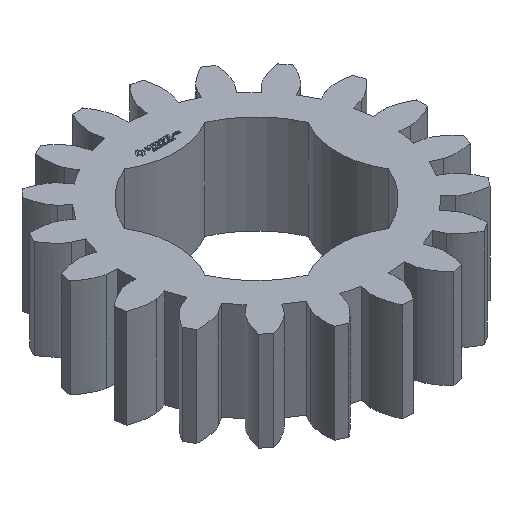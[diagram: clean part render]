
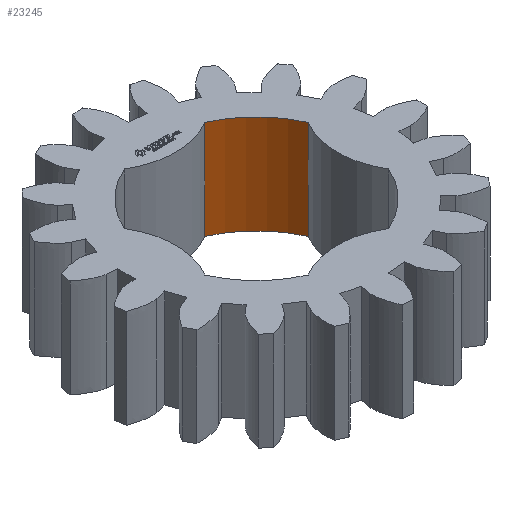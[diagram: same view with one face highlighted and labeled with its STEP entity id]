
A CAD part, isometric view. The second image highlights one B-rep face of the part: STEP entity #23245.
In plain terms, the highlighted cylindrical face has radius 6.35 mm (diameter 12.7 mm), a partial arc.
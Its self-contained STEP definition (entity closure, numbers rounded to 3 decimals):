
#93 = PLANE('',#94);
#94 = AXIS2_PLACEMENT_3D('',#95,#96,#97);
#95 = CARTESIAN_POINT('',(0.,0.,6.25));
#96 = DIRECTION('',(0.,0.,1.));
#97 = DIRECTION('',(1.,0.,0.));
#168 = PLANE('',#169);
#169 = AXIS2_PLACEMENT_3D('',#170,#171,#172);
#170 = CARTESIAN_POINT('',(0.,0.,0.));
#171 = DIRECTION('',(0.,0.,1.));
#172 = DIRECTION('',(1.,0.,0.));
#5672 = VERTEX_POINT('',#5673);
#5673 = CARTESIAN_POINT('',(2.55,5.816,0.));
#5688 = CYLINDRICAL_SURFACE('',#5689,4.9);
#5689 = AXIS2_PLACEMENT_3D('',#5690,#5691,#5692);
#5690 = CARTESIAN_POINT('',(0.,10.,0.));
#5691 = DIRECTION('',(0.,-0.,-1.));
#5692 = DIRECTION('',(0.707,0.707,0.));
#5700 = EDGE_CURVE('',#5701,#5672,#5703,.T.);
#5701 = VERTEX_POINT('',#5702);
#5702 = CARTESIAN_POINT('',(5.816,2.55,0.));
#5703 = SURFACE_CURVE('',#5704,(#5709,#5716),.PCURVE_S1.);
#5704 = CIRCLE('',#5705,6.35);
#5705 = AXIS2_PLACEMENT_3D('',#5706,#5707,#5708);
#5706 = CARTESIAN_POINT('',(0.,0.,0.));
#5707 = DIRECTION('',(0.,-0.,1.));
#5708 = DIRECTION('',(0.707,0.707,0.));
#5709 = PCURVE('',#168,#5710);
#5710 = DEFINITIONAL_REPRESENTATION('',(#5711),#5715);
#5711 = CIRCLE('',#5712,6.35);
#5712 = AXIS2_PLACEMENT_2D('',#5713,#5714);
#5713 = CARTESIAN_POINT('',(0.,0.));
#5714 = DIRECTION('',(0.707,0.707));
#5715 = ( GEOMETRIC_REPRESENTATION_CONTEXT(2) 
PARAMETRIC_REPRESENTATION_CONTEXT() REPRESENTATION_CONTEXT('2D SPACE',''
  ) );
#5716 = PCURVE('',#5717,#5722);
#5717 = CYLINDRICAL_SURFACE('',#5718,6.35);
#5718 = AXIS2_PLACEMENT_3D('',#5719,#5720,#5721);
#5719 = CARTESIAN_POINT('',(0.,0.,0.));
#5720 = DIRECTION('',(0.,-0.,-1.));
#5721 = DIRECTION('',(0.707,0.707,0.));
#5722 = DEFINITIONAL_REPRESENTATION('',(#5723),#5727);
#5723 = LINE('',#5724,#5725);
#5724 = CARTESIAN_POINT('',(-0.,0.));
#5725 = VECTOR('',#5726,1.);
#5726 = DIRECTION('',(-1.,0.));
#5727 = ( GEOMETRIC_REPRESENTATION_CONTEXT(2) 
PARAMETRIC_REPRESENTATION_CONTEXT() REPRESENTATION_CONTEXT('2D SPACE',''
  ) );
#5746 = CYLINDRICAL_SURFACE('',#5747,4.9);
#5747 = AXIS2_PLACEMENT_3D('',#5748,#5749,#5750);
#5748 = CARTESIAN_POINT('',(10.,0.,0.));
#5749 = DIRECTION('',(0.,-0.,-1.));
#5750 = DIRECTION('',(0.707,0.707,0.));
#9682 = VERTEX_POINT('',#9683);
#9683 = CARTESIAN_POINT('',(2.55,5.816,6.25));
#9705 = EDGE_CURVE('',#9706,#9682,#9708,.T.);
#9706 = VERTEX_POINT('',#9707);
#9707 = CARTESIAN_POINT('',(5.816,2.55,6.25));
#9708 = SURFACE_CURVE('',#9709,(#9714,#9721),.PCURVE_S1.);
#9709 = CIRCLE('',#9710,6.35);
#9710 = AXIS2_PLACEMENT_3D('',#9711,#9712,#9713);
#9711 = CARTESIAN_POINT('',(0.,0.,6.25)
  );
#9712 = DIRECTION('',(0.,-0.,1.));
#9713 = DIRECTION('',(0.707,0.707,0.));
#9714 = PCURVE('',#93,#9715);
#9715 = DEFINITIONAL_REPRESENTATION('',(#9716),#9720);
#9716 = CIRCLE('',#9717,6.35);
#9717 = AXIS2_PLACEMENT_2D('',#9718,#9719);
#9718 = CARTESIAN_POINT('',(0.,0.));
#9719 = DIRECTION('',(0.707,0.707));
#9720 = ( GEOMETRIC_REPRESENTATION_CONTEXT(2) 
PARAMETRIC_REPRESENTATION_CONTEXT() REPRESENTATION_CONTEXT('2D SPACE',''
  ) );
#9721 = PCURVE('',#5717,#9722);
#9722 = DEFINITIONAL_REPRESENTATION('',(#9723),#9727);
#9723 = LINE('',#9724,#9725);
#9724 = CARTESIAN_POINT('',(-0.,-6.25));
#9725 = VECTOR('',#9726,1.);
#9726 = DIRECTION('',(-1.,0.));
#9727 = ( GEOMETRIC_REPRESENTATION_CONTEXT(2) 
PARAMETRIC_REPRESENTATION_CONTEXT() REPRESENTATION_CONTEXT('2D SPACE',''
  ) );
#23222 = EDGE_CURVE('',#5701,#9706,#23223,.T.);
#23223 = SURFACE_CURVE('',#23224,(#23228,#23235),.PCURVE_S1.);
#23224 = LINE('',#23225,#23226);
#23225 = CARTESIAN_POINT('',(5.816,2.55,0.));
#23226 = VECTOR('',#23227,1.);
#23227 = DIRECTION('',(0.,0.,1.));
#23228 = PCURVE('',#5746,#23229);
#23229 = DEFINITIONAL_REPRESENTATION('',(#23230),#23234);
#23230 = LINE('',#23231,#23232);
#23231 = CARTESIAN_POINT('',(-1.809,0.));
#23232 = VECTOR('',#23233,1.);
#23233 = DIRECTION('',(-0.,-1.));
#23234 = ( GEOMETRIC_REPRESENTATION_CONTEXT(2) 
PARAMETRIC_REPRESENTATION_CONTEXT() REPRESENTATION_CONTEXT('2D SPACE',''
  ) );
#23235 = PCURVE('',#5717,#23236);
#23236 = DEFINITIONAL_REPRESENTATION('',(#23237),#23241);
#23237 = LINE('',#23238,#23239);
#23238 = CARTESIAN_POINT('',(-5.911,0.));
#23239 = VECTOR('',#23240,1.);
#23240 = DIRECTION('',(-0.,-1.));
#23241 = ( GEOMETRIC_REPRESENTATION_CONTEXT(2) 
PARAMETRIC_REPRESENTATION_CONTEXT() REPRESENTATION_CONTEXT('2D SPACE',''
  ) );
#23245 = ADVANCED_FACE('',(#23246),#5717,.F.);
#23246 = FACE_BOUND('',#23247,.T.);
#23247 = EDGE_LOOP('',(#23248,#23249,#23250,#23271));
#23248 = ORIENTED_EDGE('',*,*,#23222,.T.);
#23249 = ORIENTED_EDGE('',*,*,#9705,.T.);
#23250 = ORIENTED_EDGE('',*,*,#23251,.F.);
#23251 = EDGE_CURVE('',#5672,#9682,#23252,.T.);
#23252 = SURFACE_CURVE('',#23253,(#23257,#23264),.PCURVE_S1.);
#23253 = LINE('',#23254,#23255);
#23254 = CARTESIAN_POINT('',(2.55,5.816,0.));
#23255 = VECTOR('',#23256,1.);
#23256 = DIRECTION('',(0.,0.,1.));
#23257 = PCURVE('',#5717,#23258);
#23258 = DEFINITIONAL_REPRESENTATION('',(#23259),#23263);
#23259 = LINE('',#23260,#23261);
#23260 = CARTESIAN_POINT('',(-6.655,0.));
#23261 = VECTOR('',#23262,1.);
#23262 = DIRECTION('',(-0.,-1.));
#23263 = ( GEOMETRIC_REPRESENTATION_CONTEXT(2) 
PARAMETRIC_REPRESENTATION_CONTEXT() REPRESENTATION_CONTEXT('2D SPACE',''
  ) );
#23264 = PCURVE('',#5688,#23265);
#23265 = DEFINITIONAL_REPRESENTATION('',(#23266),#23270);
#23266 = LINE('',#23267,#23268);
#23267 = CARTESIAN_POINT('',(-4.474,0.));
#23268 = VECTOR('',#23269,1.);
#23269 = DIRECTION('',(-0.,-1.));
#23270 = ( GEOMETRIC_REPRESENTATION_CONTEXT(2) 
PARAMETRIC_REPRESENTATION_CONTEXT() REPRESENTATION_CONTEXT('2D SPACE',''
  ) );
#23271 = ORIENTED_EDGE('',*,*,#5700,.F.);
